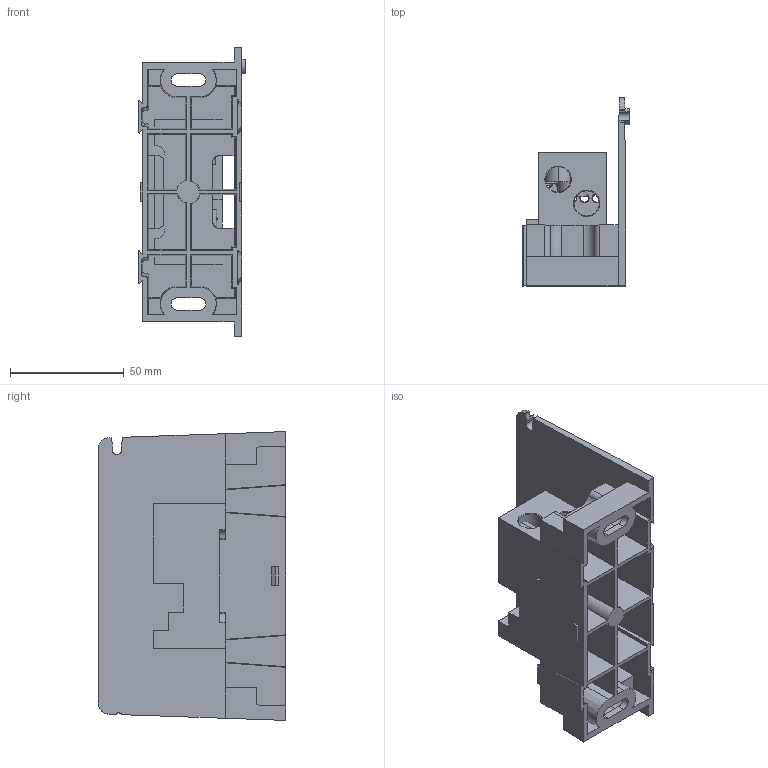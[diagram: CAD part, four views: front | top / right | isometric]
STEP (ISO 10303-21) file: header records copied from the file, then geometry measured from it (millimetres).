
FILE_DESCRIPTION (( 'STEP AP214' ), '1' );
FILE_NAME ('701956rev-ADDER.STEP', '2015-06-18T15:21:23', ( '' ), ( '' ), 'SwSTEP 2.0', 'SolidWorks 2014', '' );
FILE_SCHEMA (( 'AUTOMOTIVE_DESIGN' ));
Length unit declared in the file: inch
Products named in the file (1): 701956rev-ADDER
Bounding box: 46.93 x 82.55 x 127.01 mm (x, y, z)
Surface area: 58181.6 mm2 (no closed solid volume)
Topology: 0 solids, 33 shells, 548 faces, 1862 edges, 1275 vertices
Faces by surface type: plane 228, cone 192, cylinder 121, bspline 7
Entity records: 34570 total; most frequent: CARTESIAN_POINT 12554, ORIENTED_EDGE 2990, DIRECTION 2801, EDGE_CURVE 1828, VERTEX_POINT 1275, AXIS2_PLACEMENT_3D 962, LINE 877, VECTOR 877
